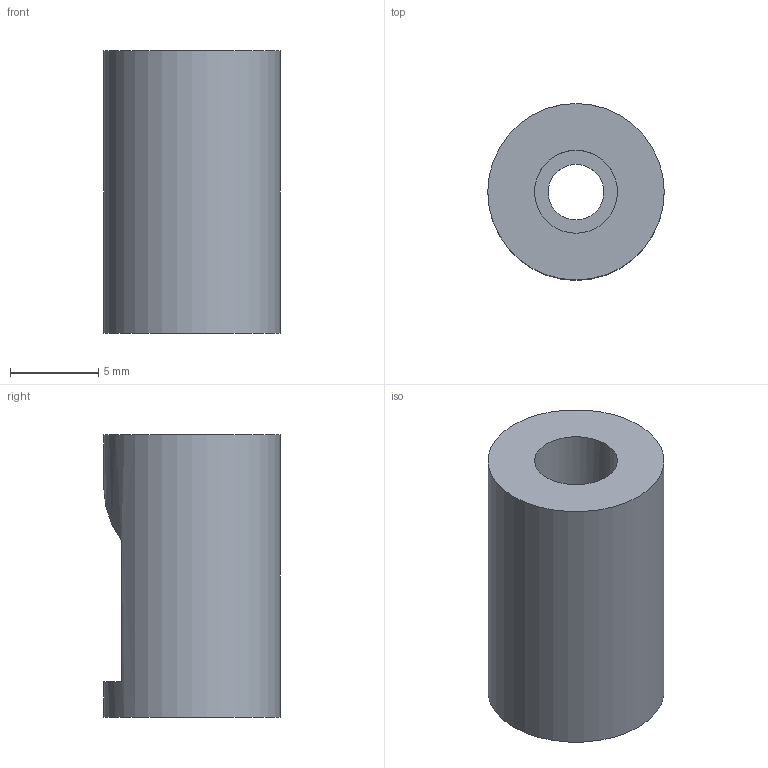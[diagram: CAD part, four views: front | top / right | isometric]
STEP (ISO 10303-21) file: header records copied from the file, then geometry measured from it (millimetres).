
FILE_DESCRIPTION(/* description */ ('STEP AP242','CAx-IF Rec.Pracs.---Representation and Presentation of Product Manufacturing Information (PMI)---4.0---2014-10-13','CAx-IF Rec.Pracs.---3D Tessellated Geometry---0.4---2014-09-14','2;1'),/* implementation_level */ '2;1');
FILE_NAME(/* name */ 'chamber heater attachments - chamber heater attachment',/* time_stamp */ '2025-05-07T02:22:01Z',/* author */ (''),/* organization */ (''),/* preprocessor_version */ 'ST-DEVELOPER v20',/* originating_system */ 'ONSHAPE BY PTC INC, 1.197',/* authorisation */ ' ');
FILE_SCHEMA (('AP242_MANAGED_MODEL_BASED_3D_ENGINEERING_MIM_LF { 1 0 10303 442 1 1 4 }'));
Length unit declared in the file: metre
Products named in the file (1): chamber heater attachment
Bounding box: 10 x 10 x 16 mm (x, y, z)
Volume: 771.2 mm3; surface area: 875.3 mm2
Topology: 1 solids, 1 shells, 12 faces, 27 edges, 17 vertices
Faces by surface type: plane 7, cylinder 4, cone 1
Full cylindrical faces by diameter (mm): 3.15 x1, 4.7 x1, 10 x1
Entity records: 355 total; most frequent: DIRECTION 63, CARTESIAN_POINT 54, ORIENTED_EDGE 48, AXIS2_PLACEMENT_3D 26, EDGE_CURVE 24, EDGE_LOOP 19, FACE_BOUND 19, VERTEX_POINT 17
